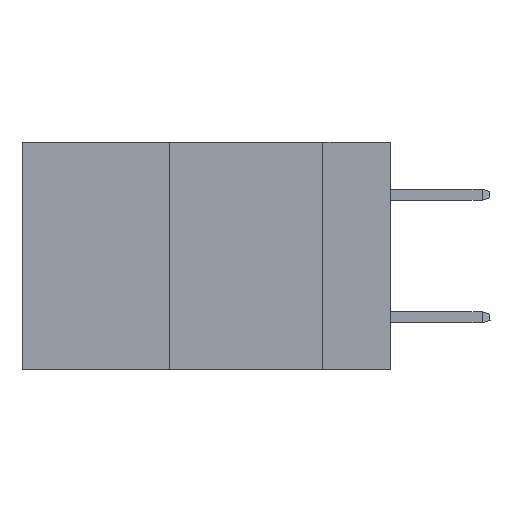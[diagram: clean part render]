
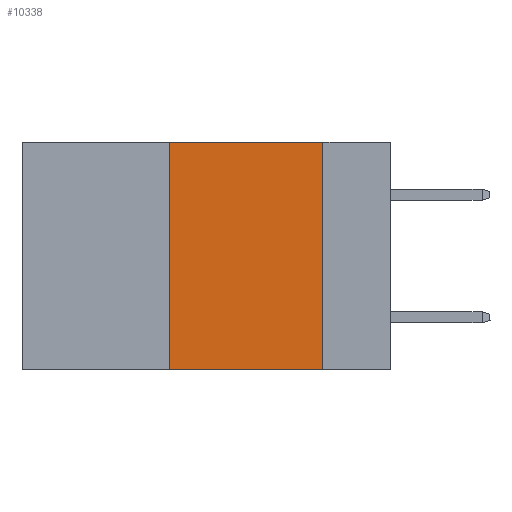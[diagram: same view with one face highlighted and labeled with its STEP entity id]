
A CAD part, left-side view. The second image highlights one B-rep face of the part: STEP entity #10338.
In plain terms, the highlighted planar face has unit normal (-1, 0, 0).
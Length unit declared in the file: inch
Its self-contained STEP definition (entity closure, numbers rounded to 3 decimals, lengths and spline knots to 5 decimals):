
#1568 = CARTESIAN_POINT ( 'NONE',  ( 0., 0.36, -0.37 ) ) ;
#2383 = ORIENTED_EDGE ( 'NONE', *, *, #39061, .F. ) ;
#2460 = CARTESIAN_POINT ( 'NONE',  ( 0., 0.6, 0. ) ) ;
#2609 = LINE ( 'NONE', #35588, #20731 ) ;
#4660 = VECTOR ( 'NONE', #32289, 39.37008 ) ;
#5478 = VECTOR ( 'NONE', #32010, 39.37008 ) ;
#7163 = VECTOR ( 'NONE', #24415, 39.37008 ) ;
#8518 = PLANE ( 'NONE',  #13026 ) ;
#9484 = LINE ( 'NONE', #42896, #5478 ) ;
#9755 = LINE ( 'NONE', #2460, #4660 ) ;
#10338 = ADVANCED_FACE ( 'NONE', ( #42179 ), #8518, .F. ) ;
#12486 = ORIENTED_EDGE ( 'NONE', *, *, #23962, .F. ) ;
#13026 = AXIS2_PLACEMENT_3D ( 'NONE', #19200, #18947, #30576 ) ;
#13321 = VERTEX_POINT ( 'NONE', #40653 ) ;
#17816 = EDGE_CURVE ( 'NONE', #39784, #13321, #9484, .T. ) ;
#17916 = DIRECTION ( 'NONE',  ( 0., 0., -1. ) ) ;
#18947 = DIRECTION ( 'NONE',  ( 1., 0., 0. ) ) ;
#19200 = CARTESIAN_POINT ( 'NONE',  ( 0., 0.6, 0. ) ) ;
#19926 = CARTESIAN_POINT ( 'NONE',  ( 0., 0.11, -0.37 ) ) ;
#20094 = LINE ( 'NONE', #39663, #7163 ) ;
#20731 = VECTOR ( 'NONE', #17916, 39.37008 ) ;
#23962 = EDGE_CURVE ( 'NONE', #31353, #40629, #2609, .T. ) ;
#24415 = DIRECTION ( 'NONE',  ( 0., -1., 0. ) ) ;
#24773 = ORIENTED_EDGE ( 'NONE', *, *, #17816, .F. ) ;
#30576 = DIRECTION ( 'NONE',  ( 0., 0., -1. ) ) ;
#31353 = VERTEX_POINT ( 'NONE', #44209 ) ;
#32010 = DIRECTION ( 'NONE',  ( 0., 0., 1. ) ) ;
#32289 = DIRECTION ( 'NONE',  ( 0., -1., 0. ) ) ;
#33151 = EDGE_CURVE ( 'NONE', #39784, #40629, #20094, .T. ) ;
#35588 = CARTESIAN_POINT ( 'NONE',  ( 0., 0.11, 0. ) ) ;
#39061 = EDGE_CURVE ( 'NONE', #13321, #31353, #9755, .T. ) ;
#39663 = CARTESIAN_POINT ( 'NONE',  ( 0., 0.6, -0.37 ) ) ;
#39784 = VERTEX_POINT ( 'NONE', #1568 ) ;
#40629 = VERTEX_POINT ( 'NONE', #19926 ) ;
#40653 = CARTESIAN_POINT ( 'NONE',  ( 0., 0.36, 0. ) ) ;
#41931 = ORIENTED_EDGE ( 'NONE', *, *, #33151, .T. ) ;
#42179 = FACE_OUTER_BOUND ( 'NONE', #45964, .T. ) ;
#42896 = CARTESIAN_POINT ( 'NONE',  ( 0., 0.36, 0. ) ) ;
#44209 = CARTESIAN_POINT ( 'NONE',  ( 0., 0.11, 0. ) ) ;
#45964 = EDGE_LOOP ( 'NONE', ( #12486, #2383, #24773, #41931 ) ) ;
